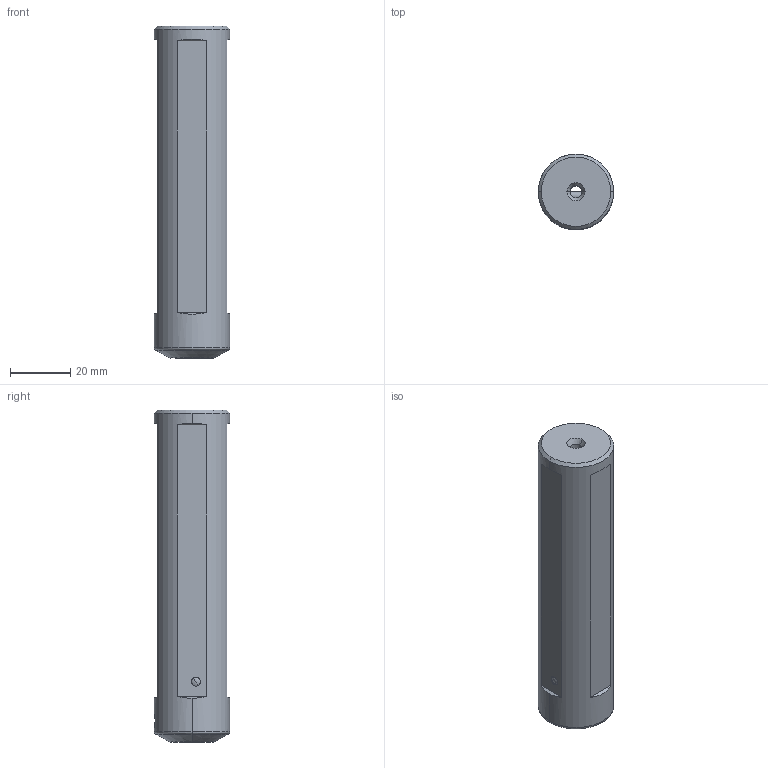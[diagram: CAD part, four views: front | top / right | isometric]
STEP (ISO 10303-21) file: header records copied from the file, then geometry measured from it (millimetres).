
FILE_DESCRIPTION(/* description */ (''),/* implementation_level */ '2;1');
FILE_NAME(/* name */ 'CXS-A25-06_3D2C.stp',/* time_stamp */ '2021-11-12T13:05:54+01:00',/* author */ (''),/* organization */ (''),/* preprocessor_version */ 'ST-DEVELOPER v16.7',/* originating_system */ 'SIEMENS PLM Software NX 12.0',/* authorisation */ '');
FILE_SCHEMA (('AUTOMOTIVE_DESIGN { 1 0 10303 214 3 1 1 1 }'));
Length unit declared in the file: millimetre
Products named in the file (1): CXS-A25-06_3D2C
Bounding box: 24.99 x 24.99 x 110 mm (x, y, z)
Volume: 49089.1 mm3; surface area: 11151 mm2
Topology: 1 solids, 1 shells, 90 faces, 239 edges, 152 vertices
Faces by surface type: cylinder 47, plane 19, cone 18, torus 4, sphere 2
Entity records: 3069 total; most frequent: CARTESIAN_POINT 847, ORIENTED_EDGE 462, DIRECTION 460, EDGE_CURVE 231, AXIS2_PLACEMENT_3D 187, VERTEX_POINT 152, EDGE_LOOP 101, CIRCLE 93
